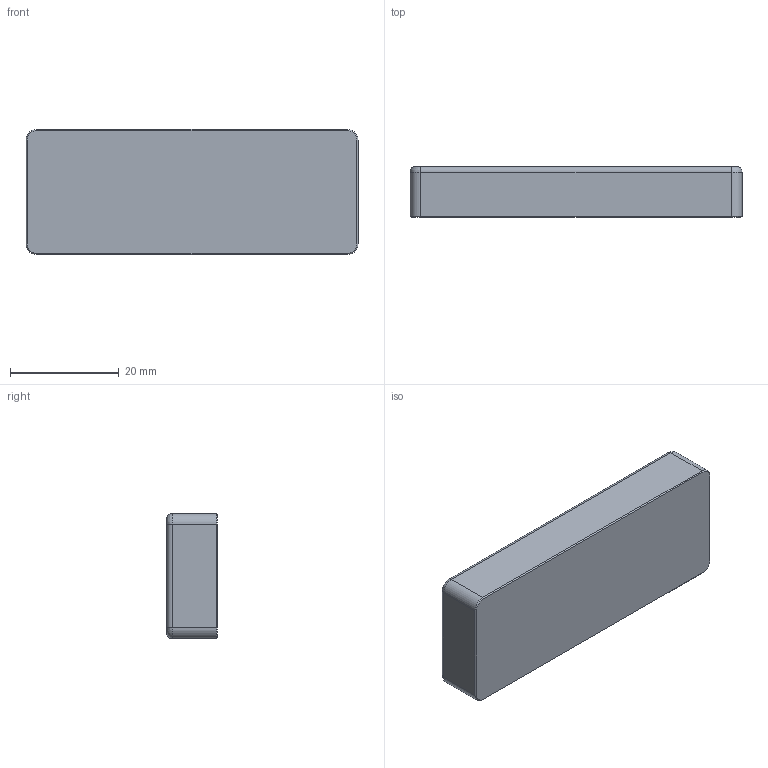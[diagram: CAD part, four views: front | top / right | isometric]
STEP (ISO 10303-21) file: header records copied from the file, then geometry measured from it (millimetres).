
FILE_DESCRIPTION(/* description */ (''),/* implementation_level */ '2;1');
FILE_NAME(/* name */ 'endstop-jig.stp',/* time_stamp */ '2019-07-16T13:39:39-07:00',/* author */ ('Matt'),/* organization */ (''),/* preprocessor_version */ 'ST-DEVELOPER v15.6',/* originating_system */ 'Autodesk Inventor 2015',/* authorisation */ '');
FILE_SCHEMA (('CONFIG_CONTROL_DESIGN'));
Length unit declared in the file: millimetre
Products named in the file (1): endstop-jig
Bounding box: 61 x 9.3 x 23 mm (x, y, z)
Volume: 9055.9 mm3; surface area: 4999.2 mm2
Topology: 1 solids, 1 shells, 182 faces, 448 edges, 266 vertices
Faces by surface type: cylinder 74, plane 71, bspline 17, torus 16, cone 4
Entity records: 5623 total; most frequent: CARTESIAN_POINT 1344, DIRECTION 906, ORIENTED_EDGE 888, EDGE_CURVE 444, AXIS2_PLACEMENT_3D 323, VERTEX_POINT 266, LINE 260, VECTOR 260
